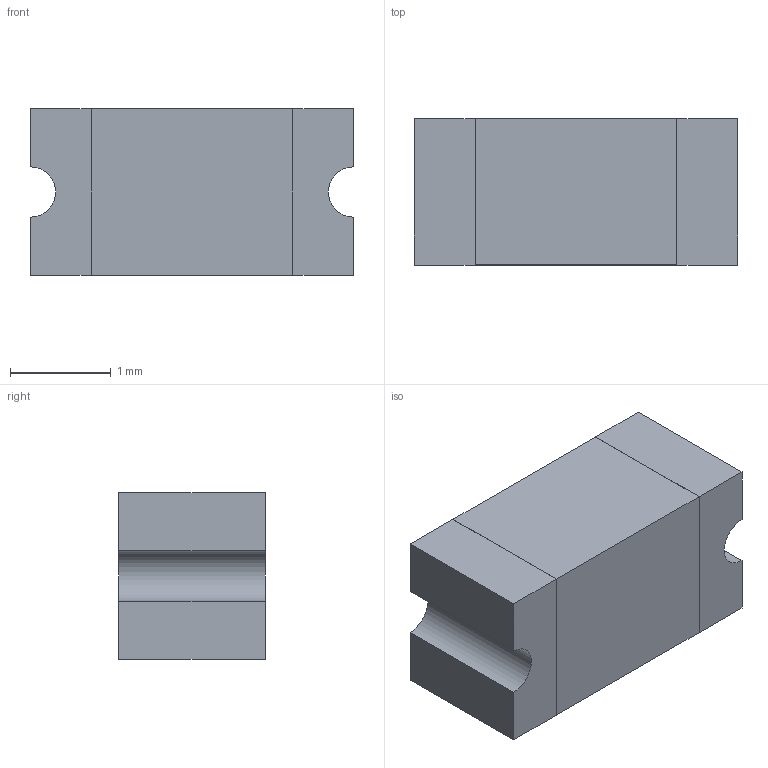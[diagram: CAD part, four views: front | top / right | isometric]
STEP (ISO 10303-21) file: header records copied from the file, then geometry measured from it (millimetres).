
FILE_DESCRIPTION (( 'STEP AP214' ), '1' );
FILE_NAME ('User Library-Litttlefuse 1206.STEP', '2013-05-22T12:22:33', ( 'Windows User' ), ( '' ), 'SwSTEP 2.0', 'SolidWorks 2013', '' );
FILE_SCHEMA (( 'AUTOMOTIVE_DESIGN' ));
Length unit declared in the file: millimetre
Products named in the file (1): User Library-Litttlefuse 1206
Bounding box: 3.2 x 1.45 x 1.65 mm (x, y, z)
Volume: 7.4 mm3; surface area: 25.1 mm2
Topology: 1 solids, 1 shells, 20 faces, 48 edges, 32 vertices
Faces by surface type: plane 18, cylinder 2
Entity records: 654 total; most frequent: CARTESIAN_POINT 101, ORIENTED_EDGE 96, DIRECTION 94, EDGE_CURVE 48, VECTOR 44, LINE 44, VERTEX_POINT 32, AXIS2_PLACEMENT_3D 25
